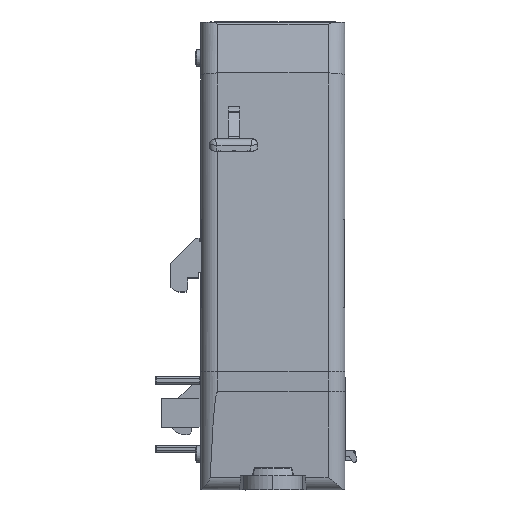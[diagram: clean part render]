
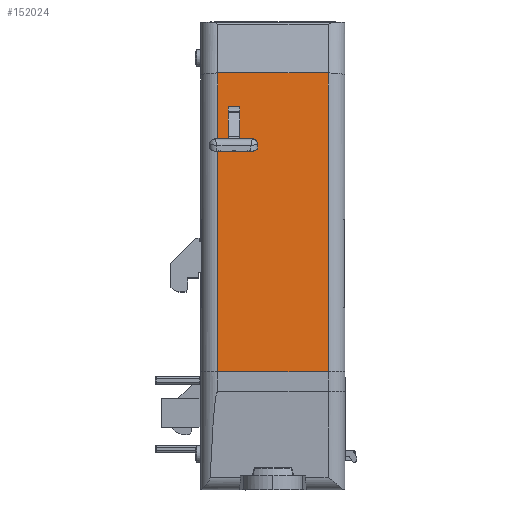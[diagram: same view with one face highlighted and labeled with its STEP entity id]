
A CAD part, front view. The second image highlights one B-rep face of the part: STEP entity #152024.
In plain terms, the highlighted planar face has unit normal (0, -0.999, 0.044).
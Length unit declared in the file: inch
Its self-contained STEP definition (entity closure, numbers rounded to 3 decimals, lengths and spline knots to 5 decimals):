
#711 = DIRECTION ( 'NONE',  ( 0., -0.044, -0.999 ) ) ;
#5003 = FACE_BOUND ( 'NONE', #47046, .T. ) ;
#6324 = VECTOR ( 'NONE', #54183, 39.37008 ) ;
#12716 = DIRECTION ( 'NONE',  ( 0., 0.044, 0.999 ) ) ;
#13456 = EDGE_LOOP ( 'NONE', ( #88728, #191472, #24704, #155274 ) ) ;
#14148 = CARTESIAN_POINT ( 'NONE',  ( -0.17505, -1.75976, -0.76539 ) ) ;
#17496 = VERTEX_POINT ( 'NONE', #53567 ) ;
#23375 = VERTEX_POINT ( 'NONE', #14148 ) ;
#24704 = ORIENTED_EDGE ( 'NONE', *, *, #137363, .T. ) ;
#25670 = LINE ( 'NONE', #149911, #44750 ) ;
#27849 = VERTEX_POINT ( 'NONE', #212570 ) ;
#33810 = CARTESIAN_POINT ( 'NONE',  ( 0.63541, -1.92586, -4.56957 ) ) ;
#40524 = VERTEX_POINT ( 'NONE', #108467 ) ;
#42774 = VECTOR ( 'NONE', #162393, 39.37008 ) ;
#42869 = DIRECTION ( 'NONE',  ( 0., -0.044, -0.999 ) ) ;
#43917 = ORIENTED_EDGE ( 'NONE', *, *, #148615, .F. ) ;
#44588 = LINE ( 'NONE', #210559, #47433 ) ;
#44750 = VECTOR ( 'NONE', #133708, 39.37008 ) ;
#47046 = EDGE_LOOP ( 'NONE', ( #43917, #210450, #183150, #200004 ) ) ;
#47433 = VECTOR ( 'NONE', #89332, 39.37008 ) ;
#52985 = LINE ( 'NONE', #143252, #6324 ) ;
#53567 = CARTESIAN_POINT ( 'NONE',  ( -0.09629, -1.75976, -0.76539 ) ) ;
#54183 = DIRECTION ( 'NONE',  ( -1., 0., 0. ) ) ;
#54995 = CARTESIAN_POINT ( 'NONE',  ( 0.51828, -1.92586, -4.56957 ) ) ;
#73956 = VECTOR ( 'NONE', #42869, 39.37008 ) ;
#75896 = CARTESIAN_POINT ( 'NONE',  ( -0.09629, -1.92586, -4.56957 ) ) ;
#82180 = CARTESIAN_POINT ( 'NONE',  ( -0.09629, -1.74776, -0.49051 ) ) ;
#88728 = ORIENTED_EDGE ( 'NONE', *, *, #221246, .F. ) ;
#89332 = DIRECTION ( 'NONE',  ( -1., 0., 0. ) ) ;
#92953 = VERTEX_POINT ( 'NONE', #82180 ) ;
#94366 = CARTESIAN_POINT ( 'NONE',  ( 0.63541, -1.75976, -0.76539 ) ) ;
#98308 = EDGE_CURVE ( 'NONE', #27849, #40524, #25670, .T. ) ;
#98808 = VERTEX_POINT ( 'NONE', #209931 ) ;
#98865 = VECTOR ( 'NONE', #12716, 39.37008 ) ;
#107002 = LINE ( 'NONE', #75896, #73956 ) ;
#108467 = CARTESIAN_POINT ( 'NONE',  ( -0.24746, -1.82827, -2.33452 ) ) ;
#114389 = DIRECTION ( 'NONE',  ( 1., 0., 0. ) ) ;
#117896 = CARTESIAN_POINT ( 'NONE',  ( -0.17505, -1.92586, -4.56957 ) ) ;
#119726 = CARTESIAN_POINT ( 'NONE',  ( 0.51828, -1.82827, -2.33452 ) ) ;
#121337 = DIRECTION ( 'NONE',  ( 0., -0.999, 0.044 ) ) ;
#123704 = LINE ( 'NONE', #117896, #98865 ) ;
#133708 = DIRECTION ( 'NONE',  ( 0., -0.044, -0.999 ) ) ;
#136768 = EDGE_CURVE ( 'NONE', #187662, #164061, #150107, .T. ) ;
#137363 = EDGE_CURVE ( 'NONE', #164061, #27849, #193567, .T. ) ;
#137379 = LINE ( 'NONE', #94366, #156544 ) ;
#142538 = AXIS2_PLACEMENT_3D ( 'NONE', #33810, #121337, #711 ) ;
#143252 = CARTESIAN_POINT ( 'NONE',  ( 0.63541, -1.82827, -2.33452 ) ) ;
#148615 = EDGE_CURVE ( 'NONE', #92953, #98808, #44588, .T. ) ;
#149911 = CARTESIAN_POINT ( 'NONE',  ( -0.24746, -1.82827, -2.33452 ) ) ;
#150107 = LINE ( 'NONE', #54995, #42774 ) ;
#152024 = ADVANCED_FACE ( 'NONE', ( #191652, #5003 ), #170423, .T. ) ;
#155274 = ORIENTED_EDGE ( 'NONE', *, *, #98308, .T. ) ;
#156544 = VECTOR ( 'NONE', #114389, 39.37008 ) ;
#156844 = EDGE_CURVE ( 'NONE', #92953, #17496, #107002, .T. ) ;
#162393 = DIRECTION ( 'NONE',  ( 0., 0.044, 0.999 ) ) ;
#164061 = VERTEX_POINT ( 'NONE', #217240 ) ;
#165139 = DIRECTION ( 'NONE',  ( -1., 0., 0. ) ) ;
#170423 = PLANE ( 'NONE',  #142538 ) ;
#182633 = VECTOR ( 'NONE', #165139, 39.37008 ) ;
#182748 = CARTESIAN_POINT ( 'NONE',  ( 0.63541, -1.73772, -0.26054 ) ) ;
#183150 = ORIENTED_EDGE ( 'NONE', *, *, #198392, .F. ) ;
#187662 = VERTEX_POINT ( 'NONE', #119726 ) ;
#191472 = ORIENTED_EDGE ( 'NONE', *, *, #136768, .T. ) ;
#191652 = FACE_OUTER_BOUND ( 'NONE', #13456, .T. ) ;
#193567 = LINE ( 'NONE', #182748, #182633 ) ;
#198392 = EDGE_CURVE ( 'NONE', #23375, #17496, #137379, .T. ) ;
#200004 = ORIENTED_EDGE ( 'NONE', *, *, #212157, .T. ) ;
#209931 = CARTESIAN_POINT ( 'NONE',  ( -0.17505, -1.74776, -0.49051 ) ) ;
#210450 = ORIENTED_EDGE ( 'NONE', *, *, #156844, .T. ) ;
#210559 = CARTESIAN_POINT ( 'NONE',  ( -0.13567, -1.74776, -0.49051 ) ) ;
#212157 = EDGE_CURVE ( 'NONE', #23375, #98808, #123704, .T. ) ;
#212570 = CARTESIAN_POINT ( 'NONE',  ( -0.24746, -1.73772, -0.26054 ) ) ;
#217240 = CARTESIAN_POINT ( 'NONE',  ( 0.51828, -1.73772, -0.26054 ) ) ;
#221246 = EDGE_CURVE ( 'NONE', #187662, #40524, #52985, .T. ) ;
